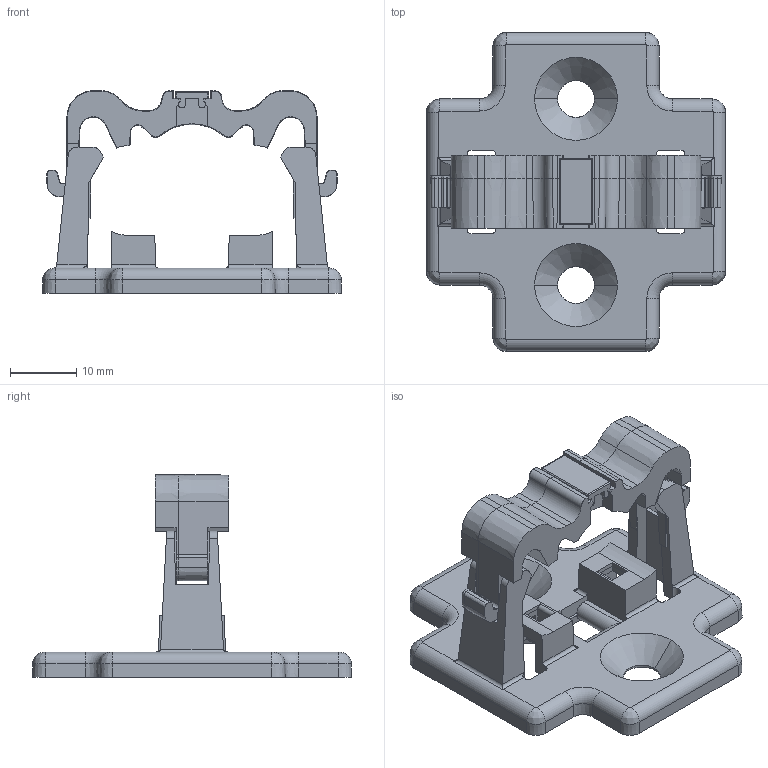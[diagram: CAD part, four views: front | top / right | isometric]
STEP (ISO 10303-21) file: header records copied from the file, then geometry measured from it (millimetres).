
FILE_DESCRIPTION((''),'2;1');
FILE_NAME('CAD-9220_SW0001','2024-11-14T08:17:43',('creinig-se'),(''),'CREO PARAMETRIC BY PTC INC, 2022284','CREO PARAMETRIC BY PTC INC, 2022284','');
FILE_SCHEMA(('CONFIG_CONTROL_DESIGN','SHAPE_APPEARANCE_LAYERS_GROUPS'));
Length unit declared in the file: millimetre
Products named in the file (1): CAD-9220_SW0001
Bounding box: 45 x 48 x 30.5 mm (x, y, z)
Volume: 7164.1 mm3; surface area: 8118.7 mm2
Topology: 1 solids, 1 shells, 472 faces, 1343 edges, 860 vertices
Faces by surface type: plane 276, cone 94, cylinder 82, bspline 12, sphere 4, torus 4
Entity records: 20114 total; most frequent: CARTESIAN_POINT 3841, ORIENTED_EDGE 2678, DIRECTION 2384, PRESENTATION_STYLE_ASSIGNMENT 1340, STYLED_ITEM 1340, CURVE_STYLE 1339, EDGE_CURVE 1339, VECTOR 932
